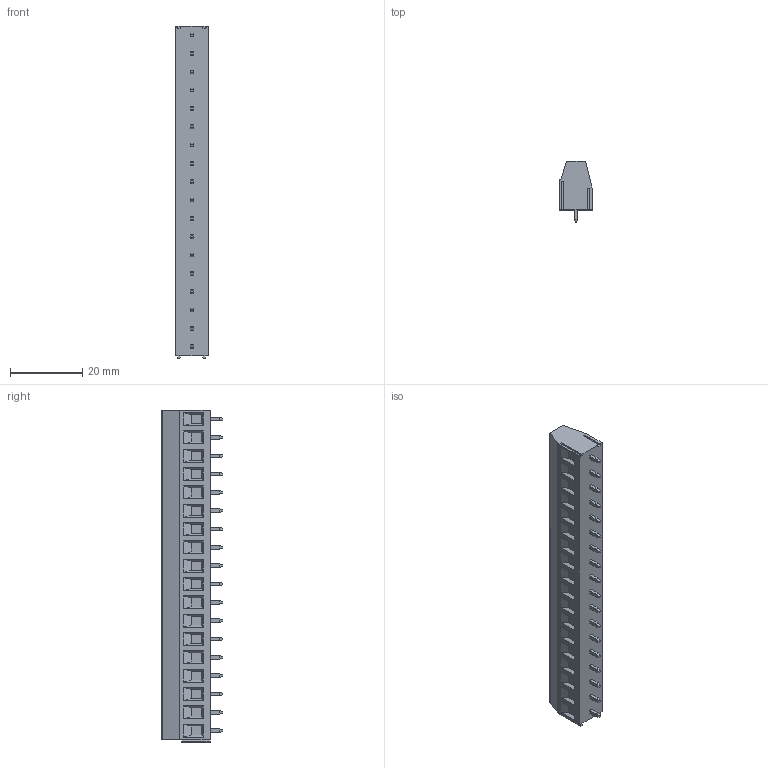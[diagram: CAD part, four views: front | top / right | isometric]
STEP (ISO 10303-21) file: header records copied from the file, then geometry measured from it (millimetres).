
FILE_DESCRIPTION((''),'2;1');
FILE_NAME('PRT0053','2025-01-13T',('yanfa'),(''),'PRO/ENGINEER BY PARAMETRIC TECHNOLOGY CORPORATION, 2009280','PRO/ENGINEER BY PARAMETRIC TECHNOLOGY CORPORATION, 2009280','');
FILE_SCHEMA(('AUTOMOTIVE_DESIGN_CC2 { 1 2 10303 214 -1 1 5 2 }'));
Length unit declared in the file: millimetre
Products named in the file (1): PRT0053
Bounding box: 9 x 17 x 92.04 mm (x, y, z)
Volume: 9460.7 mm3; surface area: 5022.7 mm2
Topology: 1 solids, 1 shells, 701 faces, 1683 edges, 1038 vertices
Faces by surface type: plane 475, cylinder 118, cone 72, torus 36
Entity records: 20197 total; most frequent: CARTESIAN_POINT 3782, DIRECTION 3393, ORIENTED_EDGE 3366, EDGE_CURVE 1683, VECTOR 1231, LINE 1231, AXIS2_PLACEMENT_3D 1081, VERTEX_POINT 1038
